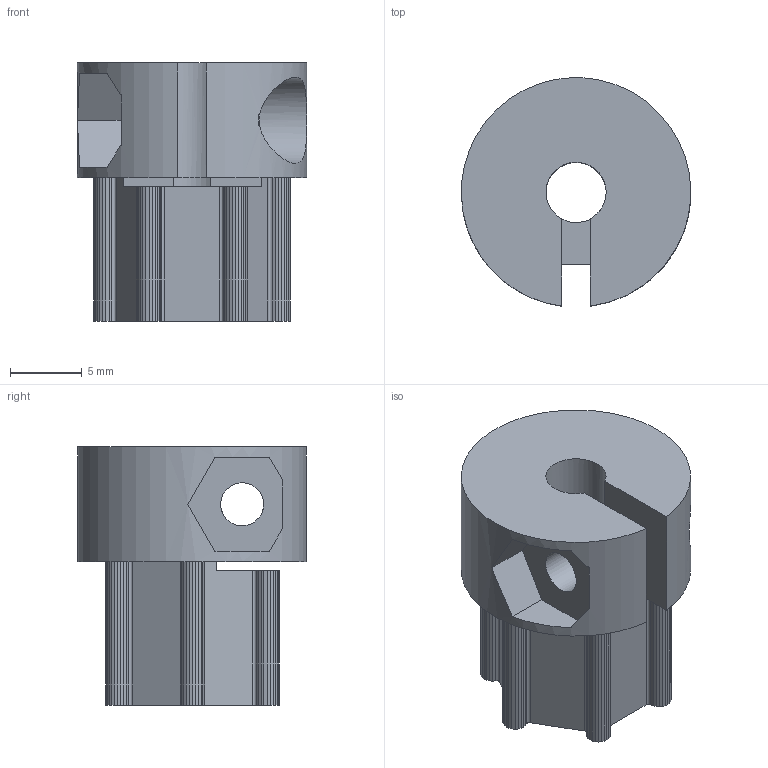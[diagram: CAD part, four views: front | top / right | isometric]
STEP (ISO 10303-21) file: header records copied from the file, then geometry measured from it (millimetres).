
FILE_DESCRIPTION(/* description */ (''),/* implementation_level */ '2;1');
FILE_NAME(/* name */ 'mDC4',/* time_stamp */ '2024-11-25T19:54:26+03:00',/* author */ (''),/* organization */ (''),/* preprocessor_version */ 'ST-DEVELOPER v16.5',/* originating_system */ '',/* authorisation */ '');
FILE_SCHEMA (('CONFIG_CONTROL_DESIGN'));
Length unit declared in the file: millimetre
Products named in the file (1): Document
Bounding box: 15.98 x 15.93 x 18 mm (x, y, z)
Volume: 2022.1 mm3; surface area: 1706.5 mm2
Topology: 1 solids, 1 shells, 136 faces, 397 edges, 264 vertices
Faces by surface type: plane 118, bspline 12, cylinder 6
Full cylindrical faces by diameter (mm): 3 x2, 4.2 x1, 6.039 x1
Entity records: 5605 total; most frequent: CARTESIAN_POINT 2885, ORIENTED_EDGE 794, EDGE_CURVE 397, B_SPLINE_CURVE_WITH_KNOTS 367, VERTEX_POINT 264, EDGE_LOOP 143, ADVANCED_FACE 136, FACE_OUTER_BOUND 136
